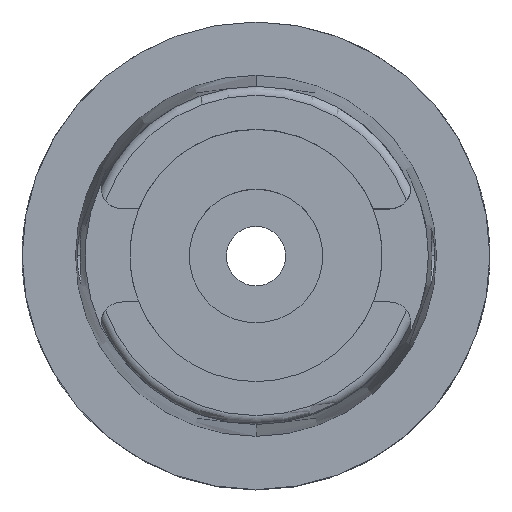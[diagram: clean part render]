
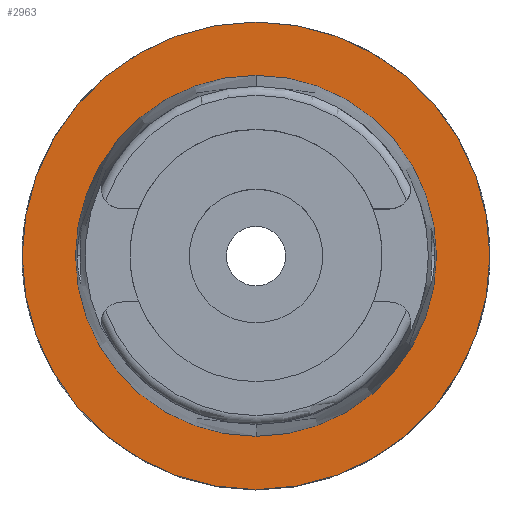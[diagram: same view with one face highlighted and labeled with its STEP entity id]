
A CAD part, top view. The second image highlights one B-rep face of the part: STEP entity #2963.
In plain terms, the highlighted planar face has unit normal (0, 0, 1).
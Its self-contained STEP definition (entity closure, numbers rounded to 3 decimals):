
#618=CARTESIAN_POINT('',(0.,0.,0.));
#619=DIRECTION('',(0.,0.,-1.));
#620=DIRECTION('',(0.,-1.,0.));
#621=AXIS2_PLACEMENT_3D('',#618,#619,#620);
#626=CARTESIAN_POINT('',(0.,0.,0.));
#627=DIRECTION('',(0.,0.,-1.));
#628=DIRECTION('',(0.,1.,0.));
#629=AXIS2_PLACEMENT_3D('',#626,#627,#628);
#634=CARTESIAN_POINT('',(0.,0.,0.));
#635=DIRECTION('',(0.,0.,1.));
#636=DIRECTION('',(0.,-1.,0.));
#637=AXIS2_PLACEMENT_3D('',#634,#635,#636);
#642=CARTESIAN_POINT('',(0.,0.,0.));
#643=DIRECTION('',(0.,0.,1.));
#644=DIRECTION('',(0.,1.,0.));
#645=AXIS2_PLACEMENT_3D('',#642,#643,#644);
#2311=CARTESIAN_POINT('',(0.,-24.315,0.));
#2312=VERTEX_POINT('',#2311);
#2313=CARTESIAN_POINT('',(0.,24.315,0.));
#2314=VERTEX_POINT('',#2313);
#2577=CARTESIAN_POINT('',(0.,31.5,0.));
#2578=VERTEX_POINT('',#2577);
#2579=CARTESIAN_POINT('',(0.,-31.5,0.));
#2580=VERTEX_POINT('',#2579);
#2948=CARTESIAN_POINT('',(0.,0.,0.));
#2949=DIRECTION('',(0.,0.,1.));
#2950=DIRECTION('',(0.,1.,0.));
#2951=AXIS2_PLACEMENT_3D('',#2948,#2949,#2950);
#2952=PLANE('',#2951);
#2954=ORIENTED_EDGE('',*,*,#2953,.T.);
#2956=ORIENTED_EDGE('',*,*,#2955,.T.);
#2957=EDGE_LOOP('',(#2954,#2956));
#2958=FACE_OUTER_BOUND('',#2957,.F.);
#2959=ORIENTED_EDGE('',*,*,#2906,.T.);
#2960=ORIENTED_EDGE('',*,*,#2699,.T.);
#2961=EDGE_LOOP('',(#2959,#2960));
#2962=FACE_BOUND('',#2961,.F.);
#622=CIRCLE('',#621,31.5);
#630=CIRCLE('',#629,31.5);
#638=CIRCLE('',#637,24.315);
#646=CIRCLE('',#645,24.315);
#2699=EDGE_CURVE('',#2314,#2312,#646,.T.);
#2906=EDGE_CURVE('',#2312,#2314,#638,.T.);
#2953=EDGE_CURVE('',#2580,#2578,#622,.T.);
#2955=EDGE_CURVE('',#2578,#2580,#630,.T.);
#2963=ADVANCED_FACE('',(#2958,#2962),#2952,.T.);
